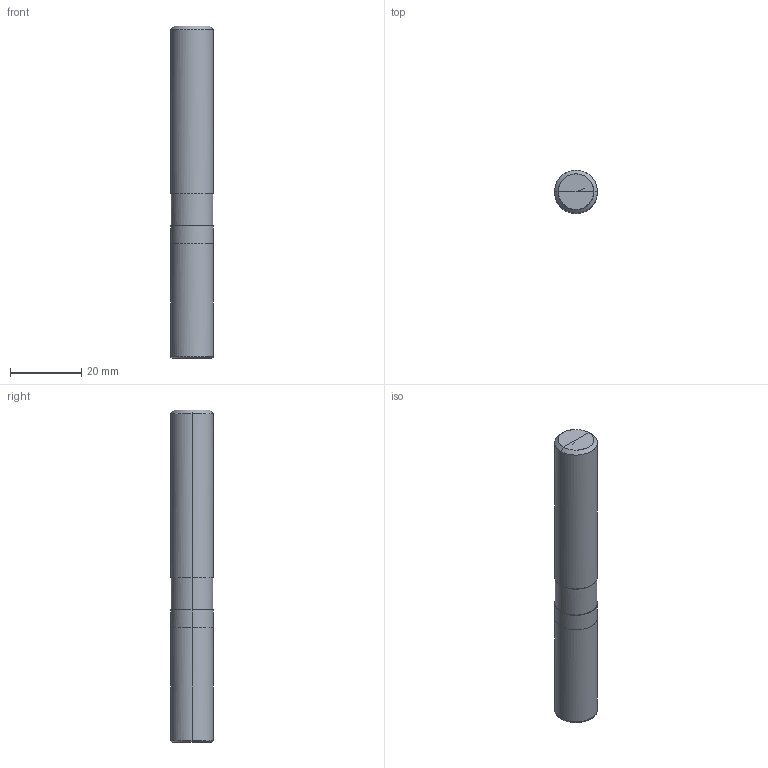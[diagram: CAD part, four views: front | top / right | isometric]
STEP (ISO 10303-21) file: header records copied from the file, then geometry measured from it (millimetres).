
FILE_DESCRIPTION(/* description */ (''),/* implementation_level */ '2;1');
FILE_NAME(/*name*/ 'VHM-Trochoidalfräser 0760-120037-b',/*time_stamp*/'2021-9-29T7:32:54',/*author*/ ('ISBE GmbH'),/*organization*/ ('ISBE GmbH'),/*preprocessor_version*/ 'STEP IO v1.0',/*originating_system*/ '',/*authorisation*/ '');
FILE_SCHEMA (('AUTOMOTIVE_DESIGN'));
Length unit declared in the file: millimetre
Products named in the file (1): Document
Bounding box: 12 x 11.99 x 93 mm (x, y, z)
Surface area: 3935.1 mm2 (no closed solid volume)
Topology: 0 solids, 24 shells, 24 faces, 101 edges, 98 vertices
Faces by surface type: bspline 24
Entity records: 2369 total; most frequent: CARTESIAN_POINT 1945, VERTEX_POINT 88, EDGE_CURVE 88, ORIENTED_EDGE 88, EDGE_LOOP 24, FACE_OUTER_BOUND 24, ADVANCED_FACE 24, DIRECTION 14
